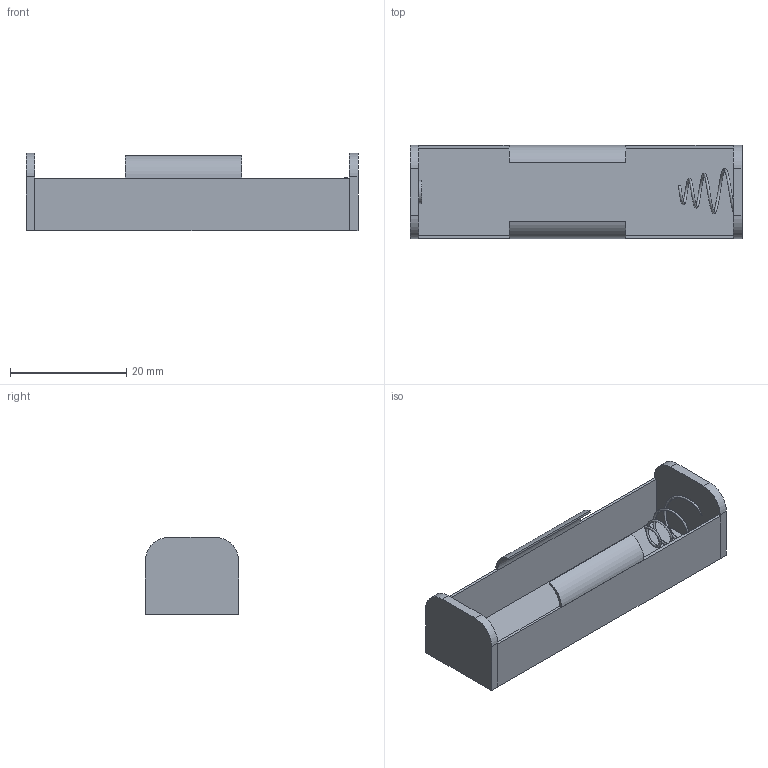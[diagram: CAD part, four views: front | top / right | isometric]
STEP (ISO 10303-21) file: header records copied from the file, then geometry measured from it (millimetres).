
FILE_DESCRIPTION(('FreeCAD Model'),'2;1');
FILE_NAME('Open CASCADE Shape Model','2021-11-20T10:41:13',( 'kicad StepUp'),('ksu MCAD'),'Open CASCADE STEP processor 7.5', 'FreeCAD','Unknown');
FILE_SCHEMA(('AUTOMOTIVE_DESIGN { 1 0 10303 214 1 1 1 1 }'));
Length unit declared in the file: millimetre
Products named in the file (1): Fusion
Bounding box: 57 x 16.01 x 13.25 mm (x, y, z)
Volume: 1610.6 mm3; surface area: 5054.6 mm2
Topology: 1 solids, 1 shells, 45 faces, 103 edges, 63 vertices
Faces by surface type: plane 31, cylinder 10, bspline 4
Full cylindrical faces by diameter (mm): 3 x1, 4 x1
Entity records: 2106 total; most frequent: CARTESIAN_POINT 779, ORIENTED_EDGE 206, DIRECTION 198, EDGE_CURVE 103, LINE 74, VECTOR 74, VERTEX_POINT 63, AXIS2_PLACEMENT_3D 62
